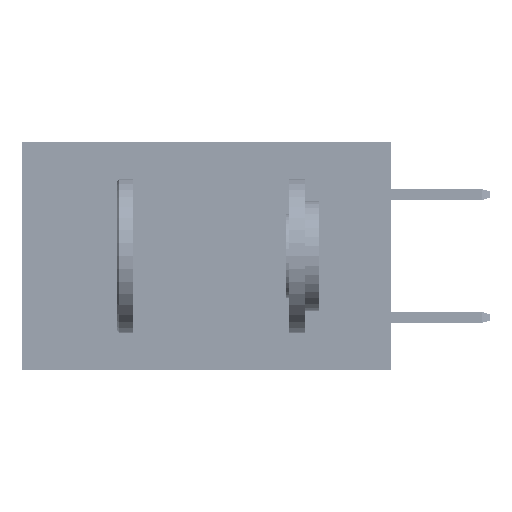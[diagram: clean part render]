
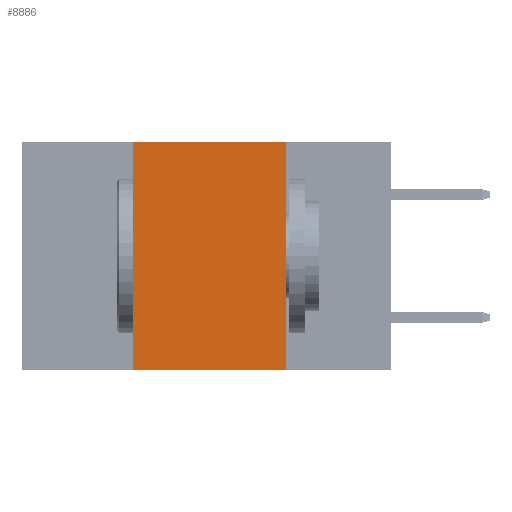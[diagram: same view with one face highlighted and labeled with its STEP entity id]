
A CAD part, left-side view. The second image highlights one B-rep face of the part: STEP entity #8886.
In plain terms, the highlighted planar face has unit normal (-1, 0, 0).
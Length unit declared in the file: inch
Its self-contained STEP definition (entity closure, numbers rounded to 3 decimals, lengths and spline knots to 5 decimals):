
#1693 = ORIENTED_EDGE ( 'NONE', *, *, #13488, .T. ) ;
#3153 = DIRECTION ( 'NONE',  ( 0., 0., -1. ) ) ;
#3917 = VECTOR ( 'NONE', #5801, 39.37008 ) ;
#4475 = LINE ( 'NONE', #12486, #50334 ) ;
#5168 = CARTESIAN_POINT ( 'NONE',  ( 0., 0.42, -0.37 ) ) ;
#5801 = DIRECTION ( 'NONE',  ( 0., 0., 1. ) ) ;
#7722 = DIRECTION ( 'NONE',  ( 1., 0., 0. ) ) ;
#7871 = DIRECTION ( 'NONE',  ( 0., -1., 0. ) ) ;
#7931 = DIRECTION ( 'NONE',  ( 0., -1., 0. ) ) ;
#8886 = ADVANCED_FACE ( 'NONE', ( #10180 ), #44051, .F. ) ;
#9343 = CARTESIAN_POINT ( 'NONE',  ( 0., 0.17, -0.37 ) ) ;
#10180 = FACE_OUTER_BOUND ( 'NONE', #22760, .T. ) ;
#11290 = CARTESIAN_POINT ( 'NONE',  ( 0., 0.6, 0. ) ) ;
#11484 = EDGE_CURVE ( 'NONE', #43439, #22485, #30298, .T. ) ;
#11591 = ORIENTED_EDGE ( 'NONE', *, *, #11484, .F. ) ;
#12486 = CARTESIAN_POINT ( 'NONE',  ( 0., 0.17, 0. ) ) ;
#13488 = EDGE_CURVE ( 'NONE', #32724, #26336, #51780, .T. ) ;
#17414 = ORIENTED_EDGE ( 'NONE', *, *, #18728, .F. ) ;
#18728 = EDGE_CURVE ( 'NONE', #22485, #26336, #4475, .T. ) ;
#19970 = VECTOR ( 'NONE', #7931, 39.37008 ) ;
#20775 = CARTESIAN_POINT ( 'NONE',  ( 0., 0.6, -0.37 ) ) ;
#22485 = VERTEX_POINT ( 'NONE', #30858 ) ;
#22691 = CARTESIAN_POINT ( 'NONE',  ( 0., 0.42, 0. ) ) ;
#22760 = EDGE_LOOP ( 'NONE', ( #17414, #11591, #38497, #1693 ) ) ;
#24278 = DIRECTION ( 'NONE',  ( 0., 0., -1. ) ) ;
#24603 = VECTOR ( 'NONE', #7871, 39.37008 ) ;
#26336 = VERTEX_POINT ( 'NONE', #9343 ) ;
#26481 = EDGE_CURVE ( 'NONE', #32724, #43439, #33214, .T. ) ;
#30298 = LINE ( 'NONE', #11290, #24603 ) ;
#30858 = CARTESIAN_POINT ( 'NONE',  ( 0., 0.17, 0. ) ) ;
#32724 = VERTEX_POINT ( 'NONE', #5168 ) ;
#33214 = LINE ( 'NONE', #50655, #3917 ) ;
#38497 = ORIENTED_EDGE ( 'NONE', *, *, #26481, .F. ) ;
#43439 = VERTEX_POINT ( 'NONE', #22691 ) ;
#44051 = PLANE ( 'NONE',  #50476 ) ;
#44227 = CARTESIAN_POINT ( 'NONE',  ( 0., 0.6, 0. ) ) ;
#50334 = VECTOR ( 'NONE', #24278, 39.37008 ) ;
#50476 = AXIS2_PLACEMENT_3D ( 'NONE', #44227, #7722, #3153 ) ;
#50655 = CARTESIAN_POINT ( 'NONE',  ( 0., 0.42, 0. ) ) ;
#51780 = LINE ( 'NONE', #20775, #19970 ) ;
